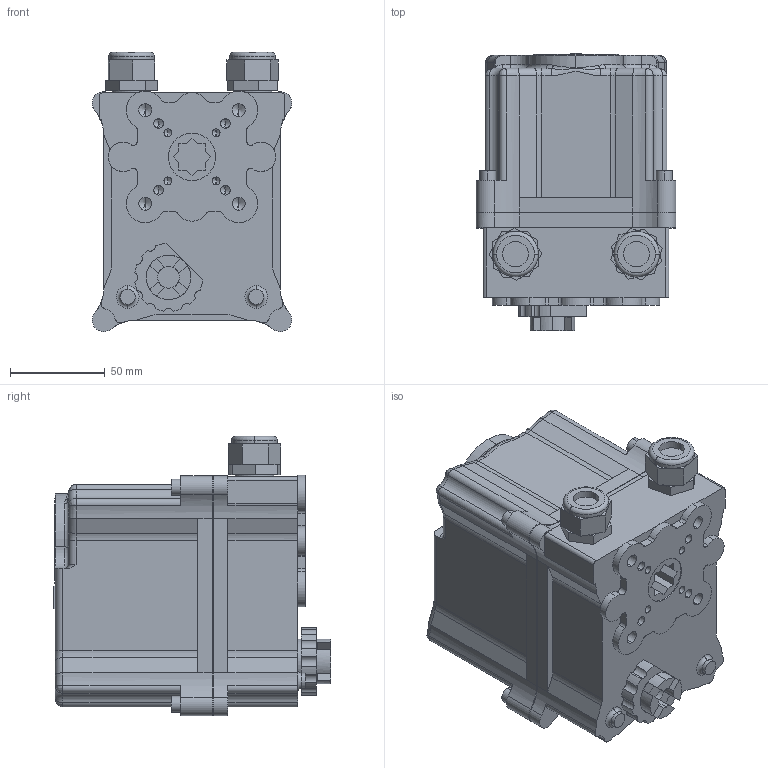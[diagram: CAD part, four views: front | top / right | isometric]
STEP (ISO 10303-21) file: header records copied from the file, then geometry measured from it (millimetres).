
FILE_DESCRIPTION (( 'STEP AP214' ), '1' );
FILE_NAME ('5630-HQ-006.STEP', '2014-04-19T18:24:00', ( 'JR' ), ( 'HP' ), 'SwSTEP 2.0', 'SolidWorks 2014', '' );
FILE_SCHEMA (( 'AUTOMOTIVE_DESIGN' ));
Length unit declared in the file: millimetre
Products named in the file (1): 5630-HQ-006
Bounding box: 105.4 x 146.6 x 147.68 mm (x, y, z)
Volume: 1332893.5 mm3; surface area: 91939.3 mm2
Topology: 1 solids, 1 shells, 514 faces, 1316 edges, 808 vertices
Faces by surface type: plane 232, cylinder 212, torus 34, cone 24, bspline 12
Entity records: 17532 total; most frequent: CARTESIAN_POINT 3781, DIRECTION 2782, ORIENTED_EDGE 2568, EDGE_CURVE 1284, AXIS2_PLACEMENT_3D 1033, VERTEX_POINT 808, VECTOR 716, LINE 716
